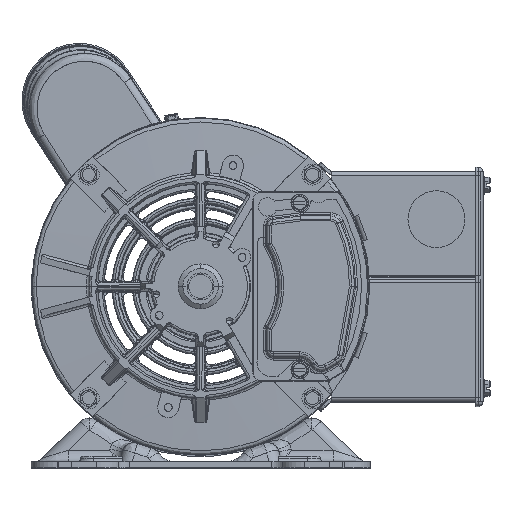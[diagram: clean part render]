
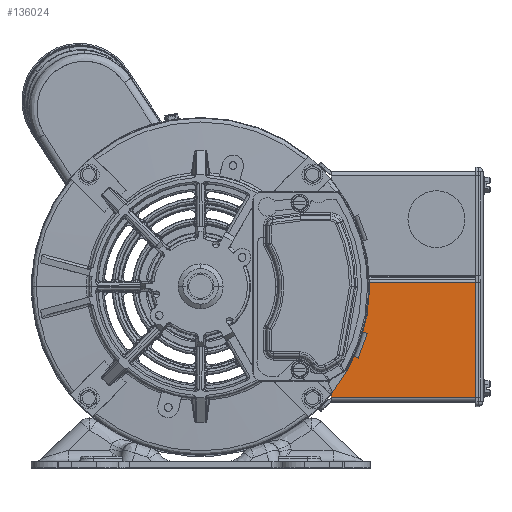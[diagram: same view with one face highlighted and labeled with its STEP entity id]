
A CAD part, top view. The second image highlights one B-rep face of the part: STEP entity #136024.
In plain terms, the highlighted planar face has unit normal (0, 0, 1).
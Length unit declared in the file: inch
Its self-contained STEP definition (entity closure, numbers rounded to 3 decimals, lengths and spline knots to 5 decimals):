
#107 = LINE ( 'NONE', #16341, #74671 ) ;
#1441 = VERTEX_POINT ( 'NONE', #36767 ) ;
#2320 = DIRECTION ( 'NONE',  ( -0.342, -0.94, 0. ) ) ;
#2761 = DIRECTION ( 'NONE',  ( 0.94, -0.342, 0. ) ) ;
#5056 = VECTOR ( 'NONE', #104163, 39.37008 ) ;
#5144 = AXIS2_PLACEMENT_3D ( 'NONE', #119147, #32891, #138113 ) ;
#5160 = DIRECTION ( 'NONE',  ( 0., 0., 1. ) ) ;
#7313 = CARTESIAN_POINT ( 'NONE',  ( 2.5, -2.04878, 6.25754 ) ) ;
#8162 = VECTOR ( 'NONE', #16661, 39.37008 ) ;
#9186 = VERTEX_POINT ( 'NONE', #142192 ) ;
#9998 = ORIENTED_EDGE ( 'NONE', *, *, #150208, .F. ) ;
#11072 = CARTESIAN_POINT ( 'NONE',  ( 3.03395, -1.37395, 6.25754 ) ) ;
#11474 = VERTEX_POINT ( 'NONE', #104247 ) ;
#12418 = ORIENTED_EDGE ( 'NONE', *, *, #146594, .F. ) ;
#12550 = ORIENTED_EDGE ( 'NONE', *, *, #36001, .F. ) ;
#13761 = LINE ( 'NONE', #11072, #31975 ) ;
#15010 = CARTESIAN_POINT ( 'NONE',  ( 3.02456, -1.37053, 6.25754 ) ) ;
#16341 = CARTESIAN_POINT ( 'NONE',  ( 3.19557, -0.90069, 6.25754 ) ) ;
#16661 = DIRECTION ( 'NONE',  ( 1., 0., 0. ) ) ;
#18856 = DIRECTION ( 'NONE',  ( -1., 0., 0. ) ) ;
#20227 = ORIENTED_EDGE ( 'NONE', *, *, #29691, .F. ) ;
#20454 = DIRECTION ( 'NONE',  ( 0.342, 0.94, 0. ) ) ;
#22670 = ORIENTED_EDGE ( 'NONE', *, *, #157590, .F. ) ;
#29691 = EDGE_CURVE ( 'NONE', #121684, #145421, #125364, .T. ) ;
#31975 = VECTOR ( 'NONE', #59734, 39.37008 ) ;
#32097 = EDGE_LOOP ( 'NONE', ( #115470, #71658, #107394, #153627, #20227, #138924, #9998, #45012, #12550, #51136, #122825, #22670, #12418 ) ) ;
#32358 = VERTEX_POINT ( 'NONE', #7313 ) ;
#32891 = DIRECTION ( 'NONE',  ( 0., 0., -1. ) ) ;
#36001 = EDGE_CURVE ( 'NONE', #11474, #1441, #65985, .T. ) ;
#36767 = CARTESIAN_POINT ( 'NONE',  ( 3.11117, -0.86944, 6.25754 ) ) ;
#39592 = CARTESIAN_POINT ( 'NONE',  ( 2.5, -2.12, 6.25754 ) ) ;
#41317 = EDGE_CURVE ( 'NONE', #150755, #9186, #107, .T. ) ;
#41761 = CARTESIAN_POINT ( 'NONE',  ( 3.02456, -1.37053, 6.25754 ) ) ;
#42086 = VECTOR ( 'NONE', #2320, 39.37008 ) ;
#44749 = CARTESIAN_POINT ( 'NONE',  ( 5.37, 0.07644, 6.25754 ) ) ;
#45012 = ORIENTED_EDGE ( 'NONE', *, *, #153715, .F. ) ;
#46161 = EDGE_CURVE ( 'NONE', #32358, #84114, #158620, .T. ) ;
#47067 = DIRECTION ( 'NONE',  ( -0.94, 0.342, 0. ) ) ;
#50320 = CARTESIAN_POINT ( 'NONE',  ( 2.93981, -1.34022, 6.25754 ) ) ;
#51003 = CARTESIAN_POINT ( 'NONE',  ( 3.03378, -1.37442, 6.25754 ) ) ;
#51136 = ORIENTED_EDGE ( 'NONE', *, *, #80428, .T. ) ;
#52524 = DIRECTION ( 'NONE',  ( -0.94, 0.342, 0. ) ) ;
#53284 = VECTOR ( 'NONE', #47067, 39.37008 ) ;
#54150 = VECTOR ( 'NONE', #150089, 39.37008 ) ;
#54593 = CARTESIAN_POINT ( 'NONE',  ( 2.5, -2.12, 6.25754 ) ) ;
#59302 = EDGE_CURVE ( 'NONE', #84114, #111451, #133821, .T. ) ;
#59734 = DIRECTION ( 'NONE',  ( 0.342, 0.94, 0. ) ) ;
#62454 = CARTESIAN_POINT ( 'NONE',  ( 2.5, 0.07644, 6.25754 ) ) ;
#65305 = VERTEX_POINT ( 'NONE', #44749 ) ;
#65985 = LINE ( 'NONE', #108983, #53284 ) ;
#71562 = CARTESIAN_POINT ( 'NONE',  ( 3.02456, -1.37053, 6.25754 ) ) ;
#71658 = ORIENTED_EDGE ( 'NONE', *, *, #59302, .F. ) ;
#74671 = VECTOR ( 'NONE', #2761, 39.37008 ) ;
#80292 = LINE ( 'NONE', #83111, #93629 ) ;
#80428 = EDGE_CURVE ( 'NONE', #11474, #9186, #91148, .T. ) ;
#82690 = VERTEX_POINT ( 'NONE', #105638 ) ;
#83111 = CARTESIAN_POINT ( 'NONE',  ( 5.37, -2.12, 6.25754 ) ) ;
#83483 = DIRECTION ( 'NONE',  ( -1., 0., 0. ) ) ;
#83598 = AXIS2_PLACEMENT_3D ( 'NONE', #105143, #145668, #18856 ) ;
#84114 = VERTEX_POINT ( 'NONE', #155025 ) ;
#85829 = VERTEX_POINT ( 'NONE', #71562 ) ;
#89710 = VERTEX_POINT ( 'NONE', #157238 ) ;
#91148 = LINE ( 'NONE', #163718, #42086 ) ;
#93040 = VECTOR ( 'NONE', #52524, 39.37008 ) ;
#93629 = VECTOR ( 'NONE', #115320, 39.37008 ) ;
#95958 = CIRCLE ( 'NONE', #83598, 3.24 ) ;
#103002 = PLANE ( 'NONE',  #5144 ) ;
#104163 = DIRECTION ( 'NONE',  ( 0.94, -0.342, 0. ) ) ;
#104247 = CARTESIAN_POINT ( 'NONE',  ( 3.20514, -0.90364, 6.25754 ) ) ;
#105143 = CARTESIAN_POINT ( 'NONE',  ( -0.01, 0., 6.25754 ) ) ;
#105638 = CARTESIAN_POINT ( 'NONE',  ( 3.03395, -1.37395, 6.25754 ) ) ;
#107394 = ORIENTED_EDGE ( 'NONE', *, *, #46161, .F. ) ;
#108983 = CARTESIAN_POINT ( 'NONE',  ( 3.20514, -0.90364, 6.25754 ) ) ;
#111451 = VERTEX_POINT ( 'NONE', #51003 ) ;
#115320 = DIRECTION ( 'NONE',  ( 0., -1., 0. ) ) ;
#115470 = ORIENTED_EDGE ( 'NONE', *, *, #117682, .F. ) ;
#117682 = EDGE_CURVE ( 'NONE', #111451, #82690, #13761, .T. ) ;
#117923 = VECTOR ( 'NONE', #165667, 39.37008 ) ;
#119147 = CARTESIAN_POINT ( 'NONE',  ( 2.5, -2.15, 6.25754 ) ) ;
#121061 = CARTESIAN_POINT ( 'NONE',  ( 5.37, -2.12, 6.25754 ) ) ;
#121524 = AXIS2_PLACEMENT_3D ( 'NONE', #150760, #5160, #83483 ) ;
#121684 = VERTEX_POINT ( 'NONE', #121061 ) ;
#122825 = ORIENTED_EDGE ( 'NONE', *, *, #41317, .F. ) ;
#125364 = LINE ( 'NONE', #146955, #117923 ) ;
#125539 = EDGE_CURVE ( 'NONE', #145421, #32358, #144697, .T. ) ;
#133821 = LINE ( 'NONE', #50320, #5056 ) ;
#135277 = LINE ( 'NONE', #62454, #8162 ) ;
#136024 = ADVANCED_FACE ( 'NONE', ( #143240 ), #103002, .F. ) ;
#138113 = DIRECTION ( 'NONE',  ( 0., 1., 0. ) ) ;
#138924 = ORIENTED_EDGE ( 'NONE', *, *, #145823, .F. ) ;
#142192 = CARTESIAN_POINT ( 'NONE',  ( 3.20497, -0.90411, 6.25754 ) ) ;
#143240 = FACE_OUTER_BOUND ( 'NONE', #32097, .T. ) ;
#144697 = LINE ( 'NONE', #39592, #54150 ) ;
#145421 = VERTEX_POINT ( 'NONE', #54593 ) ;
#145576 = VECTOR ( 'NONE', #20454, 39.37008 ) ;
#145668 = DIRECTION ( 'NONE',  ( 0., 0., 1. ) ) ;
#145823 = EDGE_CURVE ( 'NONE', #65305, #121684, #80292, .T. ) ;
#146594 = EDGE_CURVE ( 'NONE', #82690, #85829, #149609, .T. ) ;
#146955 = CARTESIAN_POINT ( 'NONE',  ( 5.37, -2.12, 6.25754 ) ) ;
#149609 = LINE ( 'NONE', #41761, #93040 ) ;
#150089 = DIRECTION ( 'NONE',  ( 0., 1., 0. ) ) ;
#150208 = EDGE_CURVE ( 'NONE', #89710, #65305, #135277, .T. ) ;
#150755 = VERTEX_POINT ( 'NONE', #166811 ) ;
#150760 = CARTESIAN_POINT ( 'NONE',  ( -0.01, 0., 6.25754 ) ) ;
#153627 = ORIENTED_EDGE ( 'NONE', *, *, #125539, .F. ) ;
#153715 = EDGE_CURVE ( 'NONE', #1441, #89710, #95958, .T. ) ;
#155025 = CARTESIAN_POINT ( 'NONE',  ( 2.93981, -1.34022, 6.25754 ) ) ;
#157238 = CARTESIAN_POINT ( 'NONE',  ( 3.2291, 0.07644, 6.25754 ) ) ;
#157590 = EDGE_CURVE ( 'NONE', #85829, #150755, #160581, .T. ) ;
#158620 = CIRCLE ( 'NONE', #121524, 3.24 ) ;
#160581 = LINE ( 'NONE', #15010, #145576 ) ;
#163718 = CARTESIAN_POINT ( 'NONE',  ( 2.72208, -2.23083, 6.25754 ) ) ;
#165667 = DIRECTION ( 'NONE',  ( -1., 0., 0. ) ) ;
#166811 = CARTESIAN_POINT ( 'NONE',  ( 3.19557, -0.90069, 6.25754 ) ) ;
